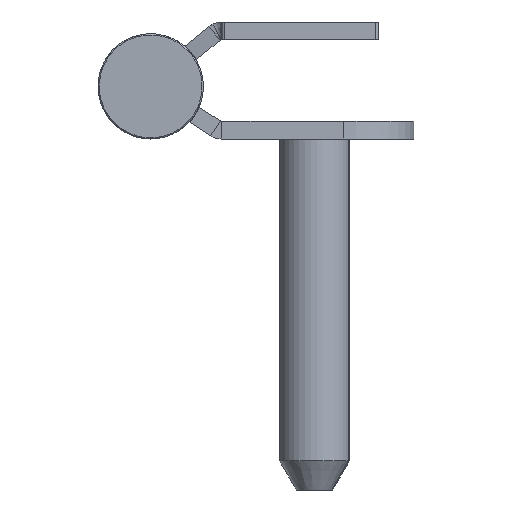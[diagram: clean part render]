
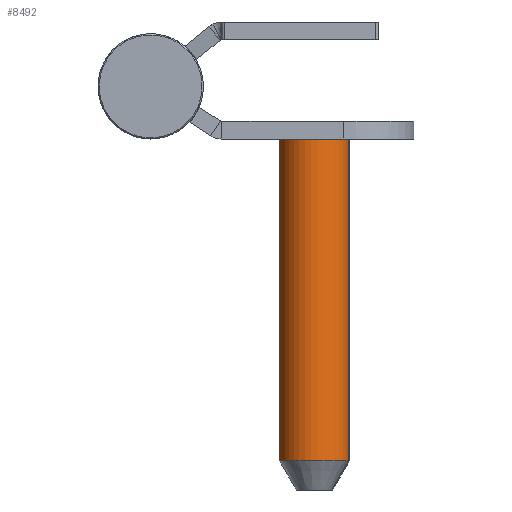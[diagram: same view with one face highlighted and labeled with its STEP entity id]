
A CAD part, left-side view. The second image highlights one B-rep face of the part: STEP entity #8492.
In plain terms, the highlighted cylindrical face has radius 6 mm (diameter 12 mm), a partial arc.
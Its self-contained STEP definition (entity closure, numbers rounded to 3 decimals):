
#69 = FACE_OUTER_BOUND ( 'NONE', #352, .T. ) ;
#352 = EDGE_LOOP ( 'NONE', ( #1301, #2509, #10563, #8505 ) ) ;
#1301 = ORIENTED_EDGE ( 'NONE', *, *, #8699, .F. ) ;
#1688 = CARTESIAN_POINT ( 'NONE',  ( 0., 0., 6. ) ) ;
#1818 = DIRECTION ( 'NONE',  ( 0., 0., -1. ) ) ;
#2358 = DIRECTION ( 'NONE',  ( 0., -1., 0. ) ) ;
#2509 = ORIENTED_EDGE ( 'NONE', *, *, #11771, .T. ) ;
#2602 = DIRECTION ( 'NONE',  ( 0., -1., 0. ) ) ;
#2799 = AXIS2_PLACEMENT_3D ( 'NONE', #17083, #11802, #1818 ) ;
#4871 = CARTESIAN_POINT ( 'NONE',  ( 0., 60., 6. ) ) ;
#4889 = VECTOR ( 'NONE', #2602, 1000. ) ;
#5383 = EDGE_CURVE ( 'NONE', #10145, #16544, #5517, .T. ) ;
#5517 = LINE ( 'NONE', #11810, #4889 ) ;
#6291 = CARTESIAN_POINT ( 'NONE',  ( 0., 60., 0. ) ) ;
#7013 = DIRECTION ( 'NONE',  ( 0., -1., 0. ) ) ;
#7502 = CIRCLE ( 'NONE', #2799, 6. ) ;
#8492 = ADVANCED_FACE ( 'NONE', ( #69 ), #15409, .T. ) ;
#8505 = ORIENTED_EDGE ( 'NONE', *, *, #15419, .F. ) ;
#8556 = CARTESIAN_POINT ( 'NONE',  ( 0., 60., -6. ) ) ;
#8642 = AXIS2_PLACEMENT_3D ( 'NONE', #6291, #2358, #11689 ) ;
#8699 = EDGE_CURVE ( 'NONE', #9595, #16877, #10833, .T. ) ;
#9595 = VERTEX_POINT ( 'NONE', #4871 ) ;
#10145 = VERTEX_POINT ( 'NONE', #8556 ) ;
#10479 = CARTESIAN_POINT ( 'NONE',  ( 0., 5., 6. ) ) ;
#10563 = ORIENTED_EDGE ( 'NONE', *, *, #5383, .T. ) ;
#10770 = CARTESIAN_POINT ( 'NONE',  ( 0., 0., 0. ) ) ;
#10833 = LINE ( 'NONE', #1688, #13314 ) ;
#10934 = DIRECTION ( 'NONE',  ( 0., -1., 0. ) ) ;
#11182 = CARTESIAN_POINT ( 'NONE',  ( 0., 5., -6. ) ) ;
#11689 = DIRECTION ( 'NONE',  ( 0., 0., -1. ) ) ;
#11771 = EDGE_CURVE ( 'NONE', #9595, #10145, #16936, .T. ) ;
#11802 = DIRECTION ( 'NONE',  ( 0., -1., 0. ) ) ;
#11810 = CARTESIAN_POINT ( 'NONE',  ( 0., 0., -6. ) ) ;
#11876 = AXIS2_PLACEMENT_3D ( 'NONE', #10770, #10934, #16067 ) ;
#13314 = VECTOR ( 'NONE', #7013, 1000. ) ;
#15409 = CYLINDRICAL_SURFACE ( 'NONE', #11876, 6. ) ;
#15419 = EDGE_CURVE ( 'NONE', #16877, #16544, #7502, .T. ) ;
#16067 = DIRECTION ( 'NONE',  ( 0., 0., -1. ) ) ;
#16544 = VERTEX_POINT ( 'NONE', #11182 ) ;
#16877 = VERTEX_POINT ( 'NONE', #10479 ) ;
#16936 = CIRCLE ( 'NONE', #8642, 6. ) ;
#17083 = CARTESIAN_POINT ( 'NONE',  ( 0., 5., 0. ) ) ;
